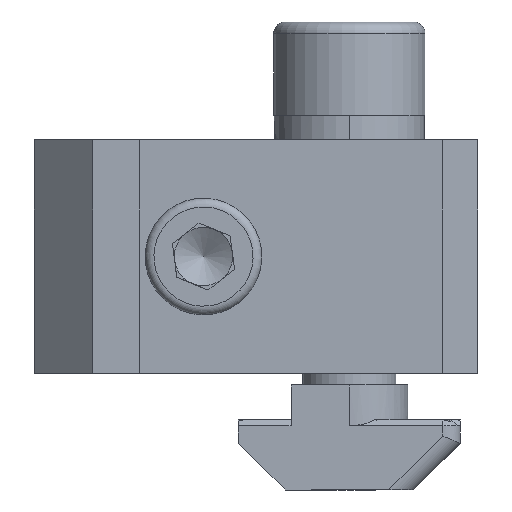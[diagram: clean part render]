
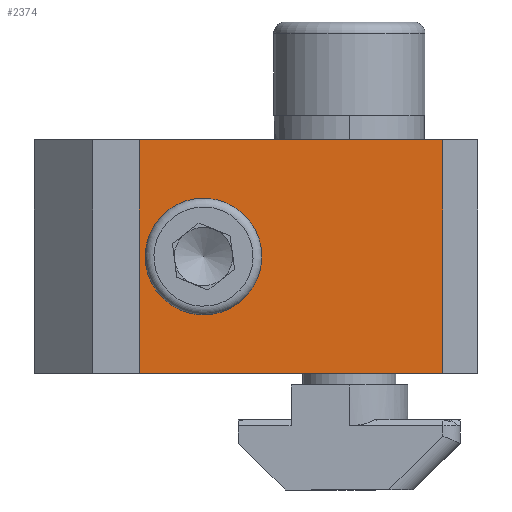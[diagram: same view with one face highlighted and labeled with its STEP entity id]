
A CAD part, left-side view. The second image highlights one B-rep face of the part: STEP entity #2374.
In plain terms, the highlighted face is planar.
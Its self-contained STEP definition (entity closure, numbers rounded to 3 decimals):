
#123=FACE_BOUND('',#397,.T.);
#139=PLANE('',#2736);
#249=FACE_OUTER_BOUND('',#396,.T.);
#396=EDGE_LOOP('',(#1713,#1714,#1715,#1716));
#397=EDGE_LOOP('',(#1717));
#549=LINE('',#3742,#782);
#573=LINE('',#3803,#806);
#581=LINE('',#3817,#814);
#582=LINE('',#3819,#815);
#782=VECTOR('',#2996,1000.);
#806=VECTOR('',#3034,1000.);
#814=VECTOR('',#3050,1000.);
#815=VECTOR('',#3053,1000.);
#1010=CIRCLE('',#2720,3.1);
#1085=VERTEX_POINT('',#3722);
#1092=VERTEX_POINT('',#3739);
#1093=VERTEX_POINT('',#3741);
#1122=VERTEX_POINT('',#3800);
#1123=VERTEX_POINT('',#3802);
#1305=EDGE_CURVE('',#1085,#1085,#1010,.T.);
#1313=EDGE_CURVE('',#1092,#1093,#549,.T.);
#1343=EDGE_CURVE('',#1123,#1122,#573,.T.);
#1351=EDGE_CURVE('',#1092,#1123,#581,.T.);
#1352=EDGE_CURVE('',#1093,#1122,#582,.T.);
#1713=ORIENTED_EDGE('',*,*,#1343,.T.);
#1714=ORIENTED_EDGE('',*,*,#1352,.F.);
#1715=ORIENTED_EDGE('',*,*,#1313,.F.);
#1716=ORIENTED_EDGE('',*,*,#1351,.T.);
#1717=ORIENTED_EDGE('',*,*,#1305,.F.);
#2374=ADVANCED_FACE('',(#249,#123),#139,.F.);
#2720=AXIS2_PLACEMENT_3D('',#3724,#2981,#2982);
#2736=AXIS2_PLACEMENT_3D('',#3818,#3051,#3052);
#2981=DIRECTION('center_axis',(1.,0.,0.));
#2982=DIRECTION('ref_axis',(0.,0.,-1.));
#2996=DIRECTION('',(0.,1.,0.));
#3034=DIRECTION('',(0.,1.,0.));
#3050=DIRECTION('',(0.,0.,-1.));
#3051=DIRECTION('center_axis',(-1.,0.,0.));
#3052=DIRECTION('ref_axis',(0.,0.,1.));
#3053=DIRECTION('',(0.,0.,-1.));
#3722=CARTESIAN_POINT('',(703.666,669.984,13.1));
#3724=CARTESIAN_POINT('Origin',(703.666,669.984,10.));
#3739=CARTESIAN_POINT('',(703.666,649.484,20.));
#3741=CARTESIAN_POINT('',(703.666,675.484,20.));
#3742=CARTESIAN_POINT('',(703.666,675.484,20.));
#3800=CARTESIAN_POINT('',(703.666,675.484,0.));
#3802=CARTESIAN_POINT('',(703.666,649.484,0.));
#3803=CARTESIAN_POINT('',(703.666,675.484,0.));
#3817=CARTESIAN_POINT('',(703.666,649.484,20.));
#3818=CARTESIAN_POINT('Origin',(703.666,675.484,20.));
#3819=CARTESIAN_POINT('',(703.666,675.484,20.));
